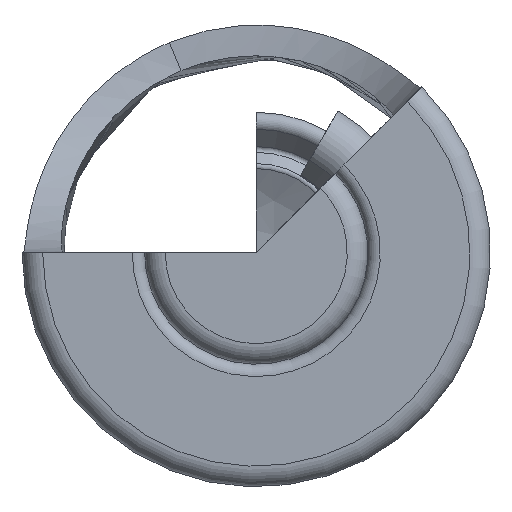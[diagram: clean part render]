
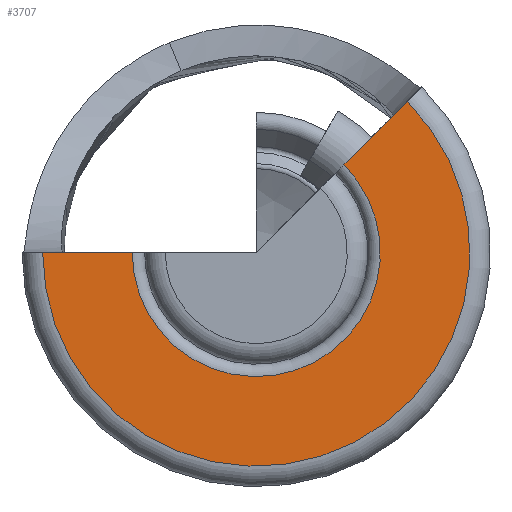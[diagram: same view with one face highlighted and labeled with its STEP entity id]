
A CAD part, left-side view. The second image highlights one B-rep face of the part: STEP entity #3707.
In plain terms, the highlighted planar face has unit normal (-1, 0, 0).
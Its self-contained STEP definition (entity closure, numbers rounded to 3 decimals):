
#45 = ORIENTED_EDGE ( 'NONE', *, *, #1943, .T. ) ;
#58 = VERTEX_POINT ( 'NONE', #3959 ) ;
#190 = CARTESIAN_POINT ( 'NONE',  ( 0., 3.005, 0. ) ) ;
#191 = ORIENTED_EDGE ( 'NONE', *, *, #2120, .F. ) ;
#203 = CIRCLE ( 'NONE', #2762, 5.175 ) ;
#344 = LINE ( 'NONE', #2521, #3486 ) ;
#706 = VERTEX_POINT ( 'NONE', #3662 ) ;
#721 = VECTOR ( 'NONE', #1737, 1000. ) ;
#774 = CARTESIAN_POINT ( 'NONE',  ( 0., -3.659, 3.659 ) ) ;
#852 = CARTESIAN_POINT ( 'NONE',  ( 0., 3.005, 0. ) ) ;
#869 = LINE ( 'NONE', #2702, #721 ) ;
#980 = DIRECTION ( 'NONE',  ( 0., 0.707, -0.707 ) ) ;
#1015 = EDGE_LOOP ( 'NONE', ( #3689, #1225, #45, #191 ) ) ;
#1225 = ORIENTED_EDGE ( 'NONE', *, *, #1353, .T. ) ;
#1313 = AXIS2_PLACEMENT_3D ( 'NONE', #2279, #1681, #3516 ) ;
#1353 = EDGE_CURVE ( 'NONE', #58, #2203, #2021, .T. ) ;
#1367 = DIRECTION ( 'NONE',  ( 1., 0., 0. ) ) ;
#1452 = DIRECTION ( 'NONE',  ( 0., 0., -1. ) ) ;
#1681 = DIRECTION ( 'NONE',  ( 1., 0., 0. ) ) ;
#1698 = DIRECTION ( 'NONE',  ( 0., 0., -1. ) ) ;
#1737 = DIRECTION ( 'NONE',  ( 0., 1., 0. ) ) ;
#1934 = CARTESIAN_POINT ( 'NONE',  ( 0., 0., 0. ) ) ;
#1943 = EDGE_CURVE ( 'NONE', #2203, #706, #869, .T. ) ;
#2021 = CIRCLE ( 'NONE', #1313, 3.005 ) ;
#2120 = EDGE_CURVE ( 'NONE', #2543, #706, #203, .T. ) ;
#2203 = VERTEX_POINT ( 'NONE', #852 ) ;
#2279 = CARTESIAN_POINT ( 'NONE',  ( 0., 0., 0. ) ) ;
#2521 = CARTESIAN_POINT ( 'NONE',  ( 0., 0., 0. ) ) ;
#2543 = VERTEX_POINT ( 'NONE', #774 ) ;
#2702 = CARTESIAN_POINT ( 'NONE',  ( 0., 7.868, 0. ) ) ;
#2762 = AXIS2_PLACEMENT_3D ( 'NONE', #1934, #3230, #1698 ) ;
#3230 = DIRECTION ( 'NONE',  ( 1., 0., 0. ) ) ;
#3486 = VECTOR ( 'NONE', #980, 1000. ) ;
#3516 = DIRECTION ( 'NONE',  ( 0., 0., -1. ) ) ;
#3523 = EDGE_CURVE ( 'NONE', #2543, #58, #344, .T. ) ;
#3579 = PLANE ( 'NONE',  #3960 ) ;
#3662 = CARTESIAN_POINT ( 'NONE',  ( 0., 5.175, 0. ) ) ;
#3689 = ORIENTED_EDGE ( 'NONE', *, *, #3523, .T. ) ;
#3707 = ADVANCED_FACE ( 'NONE', ( #3862 ), #3579, .F. ) ;
#3862 = FACE_OUTER_BOUND ( 'NONE', #1015, .T. ) ;
#3959 = CARTESIAN_POINT ( 'NONE',  ( 0., -2.125, 2.125 ) ) ;
#3960 = AXIS2_PLACEMENT_3D ( 'NONE', #190, #1367, #1452 ) ;
